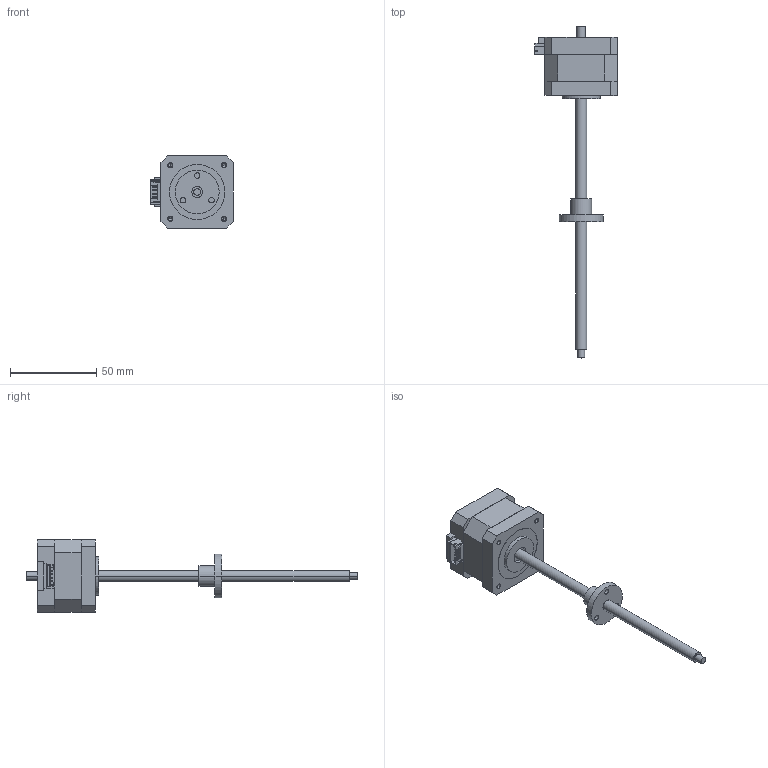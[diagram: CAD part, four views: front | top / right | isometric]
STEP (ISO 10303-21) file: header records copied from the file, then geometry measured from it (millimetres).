
FILE_DESCRIPTION((''),'2;1');
FILE_NAME('MT17HE15010B4A1_ASM','2017-04-18T',('Matteo Maccalli'),(''),'PRO/ENGINEER BY PARAMETRIC TECHNOLOGY CORPORATION, 2006320','PRO/ENGINEER BY PARAMETRIC TECHNOLOGY CORPORATION, 2006320','');
FILE_SCHEMA(('AUTOMOTIVE_DESIGN_CC2 { 1 2 10303 214 -1 1 5 2 }'));
Length unit declared in the file: millimetre
Products named in the file (7): FRONT_FLANGE_MT17HE_H8E2_QUADR; STACK_MT17HE15_H15E5; REAR_FLANGE_MT17HE_QUADR10; REAR_SHAFT_MT17HE; S6B-PH-K-S; ALBERO_MT17HE15010B4A1; MT17HE15010B4A1_ASM
Assembly tree (6 placements, depth 2):
  MT17HE15010B4A1_ASM
    FRONT_FLANGE_MT17HE_H8E2_QUADR
    STACK_MT17HE15_H15E5
    REAR_FLANGE_MT17HE_QUADR10
    REAR_SHAFT_MT17HE
    S6B-PH-K-S
    ALBERO_MT17HE15010B4A1
Bounding box: 48 x 192.2 x 42 mm (x, y, z)
Volume: 65242.1 mm3; surface area: 22478.8 mm2
Topology: 6 solids, 14 shells, 232 faces, 596 edges, 390 vertices
Faces by surface type: plane 156, cylinder 66, cone 10
Entity records: 9425 total; most frequent: DIRECTION 1236, CARTESIAN_POINT 1227, ORIENTED_EDGE 1144, PRESENTATION_STYLE_ASSIGNMENT 652, STYLED_ITEM 610, CURVE_STYLE 588, EDGE_CURVE 588, VECTOR 438
